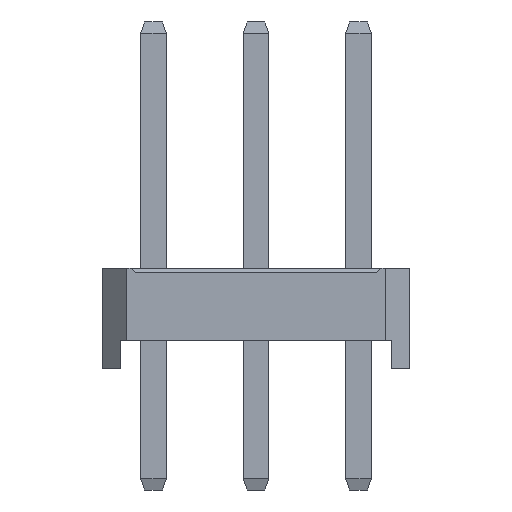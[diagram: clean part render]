
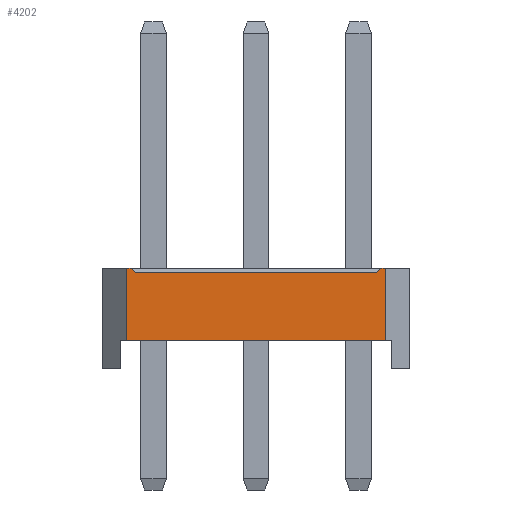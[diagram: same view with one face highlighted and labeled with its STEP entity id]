
A CAD part, left-side view. The second image highlights one B-rep face of the part: STEP entity #4202.
In plain terms, the highlighted planar face has unit normal (-1, 0, 0).
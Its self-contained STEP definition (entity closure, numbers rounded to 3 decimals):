
#4202=ADVANCED_FACE('',(#16041),#16043,.T.);
#16041=FACE_BOUND('',#16042,.T.);
#16042=EDGE_LOOP('',(#25171,#25172,#25173,#25174,#25175,#25176,#25177,#25178));
#16043=PLANE('',#16044);
#16044=AXIS2_PLACEMENT_3D('',#16045,#16046,#16047);
#16045=CARTESIAN_POINT('',(-1.27,5.75,0.));
#16046=DIRECTION('',(-1.,0.,0.));
#16047=DIRECTION('',(0.,-1.,0.));
#25171=ORIENTED_EDGE('',*,*,#30768,.F.);
#25172=ORIENTED_EDGE('',*,*,#30769,.T.);
#25173=ORIENTED_EDGE('',*,*,#30770,.F.);
#25174=ORIENTED_EDGE('',*,*,#29463,.F.);
#25175=ORIENTED_EDGE('',*,*,#30771,.F.);
#25176=ORIENTED_EDGE('',*,*,#29042,.T.);
#25177=ORIENTED_EDGE('',*,*,#30767,.T.);
#25178=ORIENTED_EDGE('',*,*,#29467,.F.);
#29042=EDGE_CURVE('',#32304,#32302,#32305,.T.);
#29463=EDGE_CURVE('',#33144,#33146,#33147,.T.);
#29467=EDGE_CURVE('',#33152,#33154,#33155,.T.);
#30767=EDGE_CURVE('',#32302,#33154,#35293,.T.);
#30768=EDGE_CURVE('',#35294,#33152,#35295,.F.);
#30769=EDGE_CURVE('',#35294,#35296,#35297,.T.);
#30770=EDGE_CURVE('',#33146,#35296,#35298,.F.);
#30771=EDGE_CURVE('',#32304,#33144,#35299,.T.);
#32302=VERTEX_POINT('',#37576);
#32304=VERTEX_POINT('',#37580);
#32305=LINE('',#37581,#37582);
#33144=VERTEX_POINT('',#39260);
#33146=VERTEX_POINT('',#39264);
#33147=LINE('',#39265,#39266);
#33152=VERTEX_POINT('',#39276);
#33154=VERTEX_POINT('',#39280);
#33155=LINE('',#39281,#39282);
#35293=LINE('',#44019,#44020);
#35294=VERTEX_POINT('',#44022);
#35295=LINE('',#44023,#44024);
#35296=VERTEX_POINT('',#44026);
#35297=LINE('',#44027,#44028);
#35298=LINE('',#44030,#44031);
#35299=LINE('',#44033,#44034);
#37576=CARTESIAN_POINT('',(-1.27,-0.67,0.7));
#37580=CARTESIAN_POINT('',(-1.27,5.75,0.7));
#37581=CARTESIAN_POINT('',(-1.27,5.75,0.7));
#37582=VECTOR('',#37583,1.);
#37583=DIRECTION('',(0.,-1.,0.));
#39260=CARTESIAN_POINT('',(-1.27,5.75,2.5));
#39264=CARTESIAN_POINT('',(-1.27,5.63,2.5));
#39265=CARTESIAN_POINT('',(-1.27,5.75,2.5));
#39266=VECTOR('',#39267,1.);
#39267=DIRECTION('',(0.,-1.,0.));
#39276=CARTESIAN_POINT('',(-1.27,-0.55,2.5));
#39280=CARTESIAN_POINT('',(-1.27,-0.67,2.5));
#39281=CARTESIAN_POINT('',(-1.27,-0.55,2.5));
#39282=VECTOR('',#39283,1.);
#39283=DIRECTION('',(0.,-1.,0.));
#44019=CARTESIAN_POINT('',(-1.27,-0.67,0.7));
#44020=VECTOR('',#44021,1.);
#44021=DIRECTION('',(0.,0.,1.));
#44022=CARTESIAN_POINT('',(-1.27,-0.45,2.4));
#44023=CARTESIAN_POINT('',(-1.27,-0.55,2.5));
#44024=VECTOR('',#44025,1.);
#44025=DIRECTION('',(0.,0.707,-0.707));
#44026=CARTESIAN_POINT('',(-1.27,5.53,2.4));
#44027=CARTESIAN_POINT('',(-1.27,-0.45,2.4));
#44028=VECTOR('',#44029,1.);
#44029=DIRECTION('',(0.,1.,0.));
#44030=CARTESIAN_POINT('',(-1.27,5.53,2.4));
#44031=VECTOR('',#44032,1.);
#44032=DIRECTION('',(0.,0.707,0.707));
#44033=CARTESIAN_POINT('',(-1.27,5.75,0.7));
#44034=VECTOR('',#44035,1.);
#44035=DIRECTION('',(0.,0.,1.));
